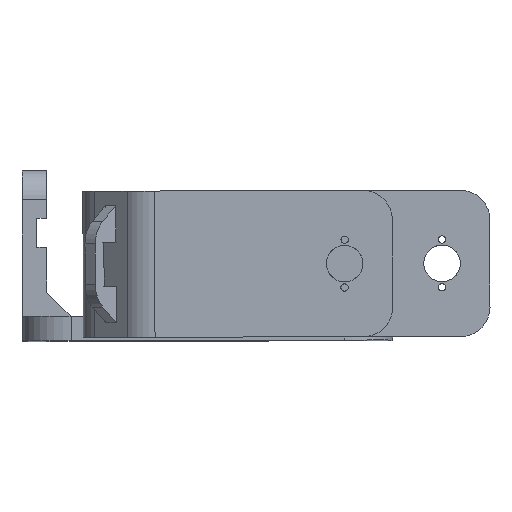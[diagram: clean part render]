
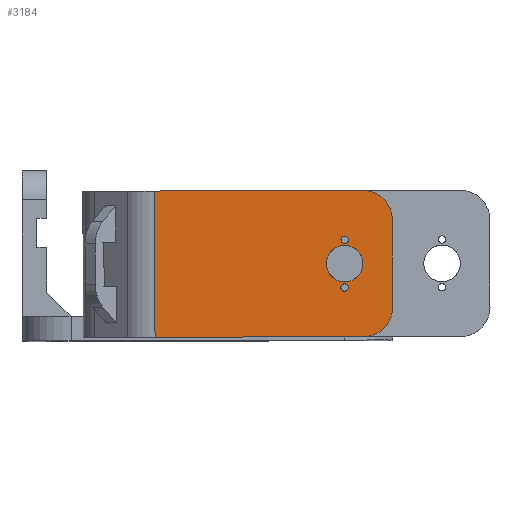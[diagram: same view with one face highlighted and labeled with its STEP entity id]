
A CAD part, left-side view. The second image highlights one B-rep face of the part: STEP entity #3184.
In plain terms, the highlighted face is planar.
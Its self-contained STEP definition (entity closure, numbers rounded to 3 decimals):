
#64=FACE_BOUND('',#483,.T.);
#65=FACE_BOUND('',#484,.T.);
#66=FACE_BOUND('',#485,.T.);
#147=PLANE('',#3504);
#293=FACE_OUTER_BOUND('',#482,.T.);
#482=EDGE_LOOP('',(#2887,#2888,#2889,#2890,#2891,#2892));
#483=EDGE_LOOP('',(#2893));
#484=EDGE_LOOP('',(#2894));
#485=EDGE_LOOP('',(#2895));
#755=LINE('',#5206,#1075);
#763=LINE('',#5230,#1083);
#794=LINE('',#5310,#1114);
#805=LINE('',#5334,#1125);
#1075=VECTOR('',#4267,1000.);
#1083=VECTOR('',#4291,1000.);
#1114=VECTOR('',#4358,1000.);
#1125=VECTOR('',#4387,1000.);
#1252=CIRCLE('',#3452,0.75);
#1254=CIRCLE('',#3455,0.75);
#1271=CIRCLE('',#3483,3.75);
#1280=CIRCLE('',#3505,6.);
#1281=CIRCLE('',#3506,6.);
#1508=VERTEX_POINT('',#5131);
#1510=VERTEX_POINT('',#5137);
#1537=VERTEX_POINT('',#5203);
#1538=VERTEX_POINT('',#5205);
#1545=VERTEX_POINT('',#5227);
#1546=VERTEX_POINT('',#5229);
#1555=VERTEX_POINT('',#5249);
#1576=VERTEX_POINT('',#5308);
#1577=VERTEX_POINT('',#5309);
#1927=EDGE_CURVE('',#1508,#1508,#1252,.T.);
#1930=EDGE_CURVE('',#1510,#1510,#1254,.T.);
#1963=EDGE_CURVE('',#1537,#1538,#755,.T.);
#1976=EDGE_CURVE('',#1546,#1545,#763,.T.);
#1987=EDGE_CURVE('',#1555,#1555,#1271,.T.);
#2016=EDGE_CURVE('',#1576,#1577,#794,.T.);
#2031=EDGE_CURVE('',#1537,#1546,#805,.T.);
#2032=EDGE_CURVE('',#1545,#1577,#1280,.T.);
#2033=EDGE_CURVE('',#1576,#1538,#1281,.T.);
#2887=ORIENTED_EDGE('',*,*,#1963,.F.);
#2888=ORIENTED_EDGE('',*,*,#2031,.T.);
#2889=ORIENTED_EDGE('',*,*,#1976,.T.);
#2890=ORIENTED_EDGE('',*,*,#2032,.T.);
#2891=ORIENTED_EDGE('',*,*,#2016,.F.);
#2892=ORIENTED_EDGE('',*,*,#2033,.T.);
#2893=ORIENTED_EDGE('',*,*,#1927,.T.);
#2894=ORIENTED_EDGE('',*,*,#1930,.T.);
#2895=ORIENTED_EDGE('',*,*,#1987,.T.);
#3184=ADVANCED_FACE('',(#293,#64,#65,#66),#147,.F.);
#3452=AXIS2_PLACEMENT_3D('',#5132,#4205,#4206);
#3455=AXIS2_PLACEMENT_3D('',#5138,#4212,#4213);
#3483=AXIS2_PLACEMENT_3D('',#5251,#4308,#4309);
#3504=AXIS2_PLACEMENT_3D('',#5333,#4385,#4386);
#3505=AXIS2_PLACEMENT_3D('',#5335,#4388,#4389);
#3506=AXIS2_PLACEMENT_3D('',#5336,#4390,#4391);
#4205=DIRECTION('center_axis',(0.,0.,
-1.));
#4206=DIRECTION('ref_axis',(1.,0.,0.));
#4212=DIRECTION('center_axis',(0.,0.,
-1.));
#4213=DIRECTION('ref_axis',(1.,0.,0.));
#4267=DIRECTION('',(1.,0.,0.));
#4291=DIRECTION('',(1.,0.,0.));
#4308=DIRECTION('center_axis',(0.,0.,
-1.));
#4309=DIRECTION('ref_axis',(-1.,0.002,0.));
#4358=DIRECTION('',(0.,-1.,0.));
#4385=DIRECTION('center_axis',(0.,0.,
-1.));
#4386=DIRECTION('ref_axis',(-1.,0.,0.));
#4387=DIRECTION('',(0.,-1.,0.));
#4388=DIRECTION('center_axis',(0.,0.,
1.));
#4389=DIRECTION('ref_axis',(-1.,0.,0.));
#4390=DIRECTION('center_axis',(0.,0.,
1.));
#4391=DIRECTION('ref_axis',(-1.,0.,0.));
#5131=CARTESIAN_POINT('',(-90.551,19.9,5.));
#5132=CARTESIAN_POINT('Origin',(-89.801,19.9,5.));
#5137=CARTESIAN_POINT('',(-90.579,10.102,5.));
#5138=CARTESIAN_POINT('Origin',(-89.829,10.102,5.));
#5203=CARTESIAN_POINT('',(-128.757,30.,5.));
#5205=CARTESIAN_POINT('',(-86.,30.,5.));
#5206=CARTESIAN_POINT('',(-80.,30.,5.));
#5227=CARTESIAN_POINT('',(-86.,0.,5.));
#5229=CARTESIAN_POINT('',(-128.757,0.,5.));
#5230=CARTESIAN_POINT('',(-80.,0.,5.));
#5249=CARTESIAN_POINT('',(-86.063,14.991,5.));
#5251=CARTESIAN_POINT('Origin',(-89.813,15.,5.));
#5308=CARTESIAN_POINT('',(-80.,24.,5.));
#5309=CARTESIAN_POINT('',(-80.,6.,5.));
#5310=CARTESIAN_POINT('',(-80.,30.,5.));
#5333=CARTESIAN_POINT('Origin',(-80.,30.,5.));
#5334=CARTESIAN_POINT('',(-128.757,30.,5.));
#5335=CARTESIAN_POINT('Origin',(-86.,6.,5.));
#5336=CARTESIAN_POINT('Origin',(-86.,24.,5.));
